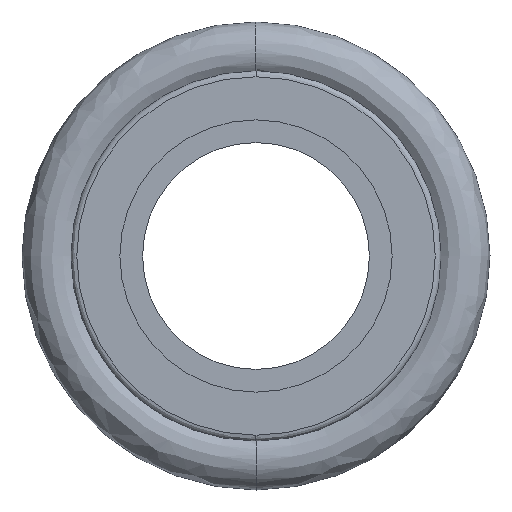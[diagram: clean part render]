
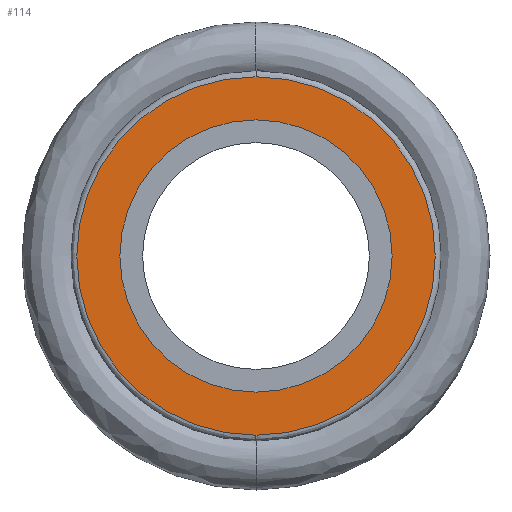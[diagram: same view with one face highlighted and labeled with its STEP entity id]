
A CAD part, left-side view. The second image highlights one B-rep face of the part: STEP entity #114.
In plain terms, the highlighted planar face has unit normal (-1, 0, 0).
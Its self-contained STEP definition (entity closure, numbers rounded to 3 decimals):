
#114=ADVANCED_FACE('',(#159,#160),#158,.T.);
#158=PLANE('',#395);
#159=FACE_OUTER_BOUND('',#396,.T.);
#160=FACE_BOUND('',#397,.T.);
#392=CARTESIAN_POINT('',(-1.95,-16.42,-18.17));
#393=DIRECTION('',(-1.,0.,0.));
#394=DIRECTION('',(0.,0.,1.));
#395=AXIS2_PLACEMENT_3D('',#392,#393,#394);
#396=EDGE_LOOP('',(#702,#703));
#397=EDGE_LOOP('',(#704,#705));
#702=ORIENTED_EDGE('',*,*,#798,.T.);
#703=ORIENTED_EDGE('',*,*,#799,.T.);
#704=ORIENTED_EDGE('',*,*,#800,.F.);
#705=ORIENTED_EDGE('',*,*,#801,.F.);
#798=EDGE_CURVE('',#894,#895,#896,.T.);
#799=EDGE_CURVE('',#895,#894,#902,.T.);
#800=EDGE_CURVE('',#908,#909,#910,.T.);
#801=EDGE_CURVE('',#909,#908,#916,.T.);
#894=VERTEX_POINT('',#1194);
#895=VERTEX_POINT('',#1195);
#896=CIRCLE('',#1199,7.9);
#902=CIRCLE('',#1203,7.9);
#908=VERTEX_POINT('',#1204);
#909=VERTEX_POINT('',#1205);
#910=CIRCLE('',#1209,6.);
#916=CIRCLE('',#1213,6.);
#1194=CARTESIAN_POINT('',(-1.95,0.,7.9));
#1195=CARTESIAN_POINT('',(-1.95,0.,-7.9));
#1196=CARTESIAN_POINT('',(-1.95,0.,0.));
#1197=DIRECTION('',(-1.,0.,0.));
#1198=DIRECTION('',(0.,0.,1.));
#1199=AXIS2_PLACEMENT_3D('',#1196,#1197,#1198);
#1200=CARTESIAN_POINT('',(-1.95,0.,0.));
#1201=DIRECTION('',(-1.,0.,0.));
#1202=DIRECTION('',(0.,0.,1.));
#1203=AXIS2_PLACEMENT_3D('',#1200,#1201,#1202);
#1204=CARTESIAN_POINT('',(-1.95,0.,-6.));
#1205=CARTESIAN_POINT('',(-1.95,0.,6.));
#1206=CARTESIAN_POINT('',(-1.95,0.,0.));
#1207=DIRECTION('',(-1.,0.,0.));
#1208=DIRECTION('',(0.,0.,1.));
#1209=AXIS2_PLACEMENT_3D('',#1206,#1207,#1208);
#1210=CARTESIAN_POINT('',(-1.95,0.,0.));
#1211=DIRECTION('',(-1.,0.,0.));
#1212=DIRECTION('',(0.,0.,1.));
#1213=AXIS2_PLACEMENT_3D('',#1210,#1211,#1212);
